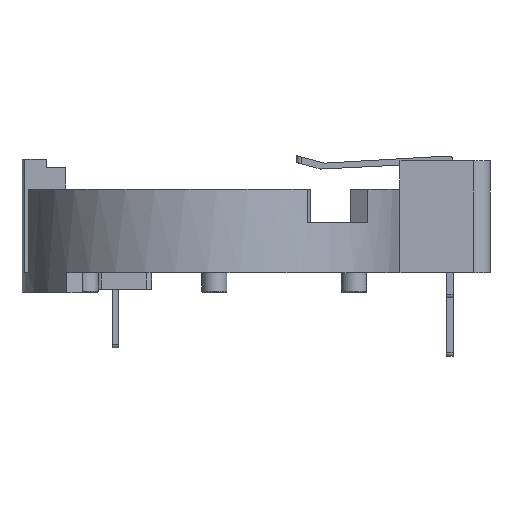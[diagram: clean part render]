
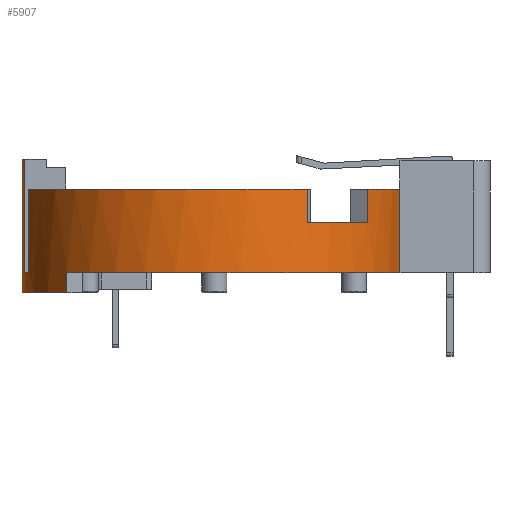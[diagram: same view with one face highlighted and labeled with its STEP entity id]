
A CAD part, front view. The second image highlights one B-rep face of the part: STEP entity #5907.
In plain terms, the highlighted cylindrical face has radius 11.5 mm (diameter 23 mm), a partial arc.
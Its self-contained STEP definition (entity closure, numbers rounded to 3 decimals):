
#153 = DIRECTION ( 'NONE',  ( 0., 0., 1. ) ) ;
#156 = VERTEX_POINT ( 'NONE', #2669 ) ;
#187 = ORIENTED_EDGE ( 'NONE', *, *, #2894, .F. ) ;
#199 = VERTEX_POINT ( 'NONE', #3800 ) ;
#290 = ORIENTED_EDGE ( 'NONE', *, *, #2062, .T. ) ;
#302 = CARTESIAN_POINT ( 'NONE',  ( -8.815, -7.385, 0. ) ) ;
#324 = CARTESIAN_POINT ( 'NONE',  ( -11.5, 0., 5. ) ) ;
#381 = CIRCLE ( 'NONE', #4193, 11.5 ) ;
#448 = DIRECTION ( 'NONE',  ( -1., 0., 0. ) ) ;
#543 = DIRECTION ( 'NONE',  ( 1., 0., 0. ) ) ;
#604 = CARTESIAN_POINT ( 'NONE',  ( -11.102, -3., 0. ) ) ;
#624 = AXIS2_PLACEMENT_3D ( 'NONE', #4762, #1541, #6929 ) ;
#626 = VERTEX_POINT ( 'NONE', #604 ) ;
#729 = ORIENTED_EDGE ( 'NONE', *, *, #4010, .F. ) ;
#745 = ORIENTED_EDGE ( 'NONE', *, *, #2601, .T. ) ;
#752 = VECTOR ( 'NONE', #6622, 1000. ) ;
#764 = ORIENTED_EDGE ( 'NONE', *, *, #2977, .F. ) ;
#1017 = VECTOR ( 'NONE', #2391, 1000. ) ;
#1099 = LINE ( 'NONE', #2713, #5103 ) ;
#1172 = VECTOR ( 'NONE', #3094, 1000. ) ;
#1206 = CARTESIAN_POINT ( 'NONE',  ( 11.115, -2.95, 6.7 ) ) ;
#1253 = DIRECTION ( 'NONE',  ( 0., 0., 1. ) ) ;
#1405 = DIRECTION ( 'NONE',  ( 0., 0., -1. ) ) ;
#1457 = VECTOR ( 'NONE', #1405, 1000. ) ;
#1501 = CARTESIAN_POINT ( 'NONE',  ( -11.5, 0., -1.2 ) ) ;
#1541 = DIRECTION ( 'NONE',  ( 0., 0., 1. ) ) ;
#1545 = ORIENTED_EDGE ( 'NONE', *, *, #1706, .F. ) ;
#1624 = CARTESIAN_POINT ( 'NONE',  ( 5.578, -10.057, 3. ) ) ;
#1667 = CIRCLE ( 'NONE', #624, 11.5 ) ;
#1706 = EDGE_CURVE ( 'NONE', #626, #199, #2357, .T. ) ;
#1720 = EDGE_CURVE ( 'NONE', #3563, #6711, #6709, .T. ) ;
#1975 = VECTOR ( 'NONE', #1253, 1000. ) ;
#2031 = VERTEX_POINT ( 'NONE', #2526 ) ;
#2043 = AXIS2_PLACEMENT_3D ( 'NONE', #4810, #4428, #448 ) ;
#2062 = EDGE_CURVE ( 'NONE', #6240, #5069, #2489, .T. ) ;
#2123 = LINE ( 'NONE', #2720, #752 ) ;
#2206 = EDGE_CURVE ( 'NONE', #4844, #3563, #3827, .T. ) ;
#2303 = CARTESIAN_POINT ( 'NONE',  ( 11.115, -2.95, 0. ) ) ;
#2357 = LINE ( 'NONE', #5573, #3202 ) ;
#2391 = DIRECTION ( 'NONE',  ( 0., 0., -1. ) ) ;
#2406 = LINE ( 'NONE', #4585, #1975 ) ;
#2413 = VERTEX_POINT ( 'NONE', #302 ) ;
#2455 = CARTESIAN_POINT ( 'NONE',  ( 0., 0., -1.2 ) ) ;
#2462 = ORIENTED_EDGE ( 'NONE', *, *, #5597, .F. ) ;
#2489 = LINE ( 'NONE', #6343, #1172 ) ;
#2495 = CARTESIAN_POINT ( 'NONE',  ( -11.5, 0., 6.8 ) ) ;
#2526 = CARTESIAN_POINT ( 'NONE',  ( 9.195, -6.907, 3. ) ) ;
#2601 = EDGE_CURVE ( 'NONE', #5599, #2413, #1099, .T. ) ;
#2659 = ORIENTED_EDGE ( 'NONE', *, *, #2206, .F. ) ;
#2669 = CARTESIAN_POINT ( 'NONE',  ( -11.325, -2., 6.8 ) ) ;
#2713 = CARTESIAN_POINT ( 'NONE',  ( -8.815, -7.385, -1.2 ) ) ;
#2720 = CARTESIAN_POINT ( 'NONE',  ( -11.325, -2., 6.8 ) ) ;
#2775 = DIRECTION ( 'NONE',  ( 1., 0., 0. ) ) ;
#2894 = EDGE_CURVE ( 'NONE', #5270, #3240, #5388, .T. ) ;
#2901 = EDGE_CURVE ( 'NONE', #626, #6576, #5805, .T. ) ;
#2929 = CIRCLE ( 'NONE', #6166, 11.5 ) ;
#2973 = ORIENTED_EDGE ( 'NONE', *, *, #5699, .F. ) ;
#2977 = EDGE_CURVE ( 'NONE', #2031, #4844, #2406, .T. ) ;
#3016 = VECTOR ( 'NONE', #6425, 1000. ) ;
#3094 = DIRECTION ( 'NONE',  ( 0., 0., 1. ) ) ;
#3149 = AXIS2_PLACEMENT_3D ( 'NONE', #3290, #5419, #543 ) ;
#3202 = VECTOR ( 'NONE', #5066, 1000. ) ;
#3240 = VERTEX_POINT ( 'NONE', #4972 ) ;
#3252 = CARTESIAN_POINT ( 'NONE',  ( -11.5, 0., -1.2 ) ) ;
#3290 = CARTESIAN_POINT ( 'NONE',  ( 0., 0., 3. ) ) ;
#3296 = CARTESIAN_POINT ( 'NONE',  ( 0., 0., 6.8 ) ) ;
#3386 = CARTESIAN_POINT ( 'NONE',  ( 0., 0., 5. ) ) ;
#3514 = ORIENTED_EDGE ( 'NONE', *, *, #2901, .T. ) ;
#3563 = VERTEX_POINT ( 'NONE', #5471 ) ;
#3637 = AXIS2_PLACEMENT_3D ( 'NONE', #3386, #153, #5071 ) ;
#3790 = CARTESIAN_POINT ( 'NONE',  ( 0., 0., 5. ) ) ;
#3798 = CARTESIAN_POINT ( 'NONE',  ( 0., 0., 0. ) ) ;
#3800 = CARTESIAN_POINT ( 'NONE',  ( -11.102, -3., 5. ) ) ;
#3806 = ORIENTED_EDGE ( 'NONE', *, *, #6119, .T. ) ;
#3827 = CIRCLE ( 'NONE', #4981, 11.5 ) ;
#3937 = CARTESIAN_POINT ( 'NONE',  ( 5.578, -10.057, 5. ) ) ;
#4004 = VERTEX_POINT ( 'NONE', #2495 ) ;
#4010 = EDGE_CURVE ( 'NONE', #5599, #5270, #381, .T. ) ;
#4193 = AXIS2_PLACEMENT_3D ( 'NONE', #2455, #5198, #6871 ) ;
#4290 = EDGE_CURVE ( 'NONE', #6240, #2031, #5574, .T. ) ;
#4321 = CYLINDRICAL_SURFACE ( 'NONE', #2043, 11.5 ) ;
#4382 = DIRECTION ( 'NONE',  ( 0., 0., 1. ) ) ;
#4428 = DIRECTION ( 'NONE',  ( 0., 0., -1. ) ) ;
#4531 = ORIENTED_EDGE ( 'NONE', *, *, #1720, .F. ) ;
#4585 = CARTESIAN_POINT ( 'NONE',  ( 9.195, -6.907, 3. ) ) ;
#4762 = CARTESIAN_POINT ( 'NONE',  ( 0., 0., 0. ) ) ;
#4810 = CARTESIAN_POINT ( 'NONE',  ( 0., 0., 5. ) ) ;
#4844 = VERTEX_POINT ( 'NONE', #5414 ) ;
#4926 = DIRECTION ( 'NONE',  ( 0., 0., 1. ) ) ;
#4972 = CARTESIAN_POINT ( 'NONE',  ( -11.5, 0., 0. ) ) ;
#4981 = AXIS2_PLACEMENT_3D ( 'NONE', #3790, #4382, #6566 ) ;
#5066 = DIRECTION ( 'NONE',  ( 0., 0., 1. ) ) ;
#5069 = VERTEX_POINT ( 'NONE', #3937 ) ;
#5071 = DIRECTION ( 'NONE',  ( 1., 0., 0. ) ) ;
#5103 = VECTOR ( 'NONE', #4926, 1000. ) ;
#5198 = DIRECTION ( 'NONE',  ( 0., 0., -1. ) ) ;
#5233 = EDGE_CURVE ( 'NONE', #2413, #6711, #1667, .T. ) ;
#5270 = VERTEX_POINT ( 'NONE', #1501 ) ;
#5292 = EDGE_LOOP ( 'NONE', ( #5668, #3806, #187, #729, #745, #5456, #4531, #2659, #764, #5836, #290, #2973, #1545, #3514, #2462 ) ) ;
#5388 = LINE ( 'NONE', #3252, #3016 ) ;
#5414 = CARTESIAN_POINT ( 'NONE',  ( 9.195, -6.907, 5. ) ) ;
#5419 = DIRECTION ( 'NONE',  ( 0., 0., 1. ) ) ;
#5436 = CARTESIAN_POINT ( 'NONE',  ( -8.815, -7.385, -1.2 ) ) ;
#5455 = DIRECTION ( 'NONE',  ( 0., 0., -1. ) ) ;
#5456 = ORIENTED_EDGE ( 'NONE', *, *, #5233, .T. ) ;
#5471 = CARTESIAN_POINT ( 'NONE',  ( 11.115, -2.95, 5. ) ) ;
#5573 = CARTESIAN_POINT ( 'NONE',  ( -11.102, -3., 0. ) ) ;
#5574 = CIRCLE ( 'NONE', #3149, 11.5 ) ;
#5597 = EDGE_CURVE ( 'NONE', #156, #6576, #2123, .T. ) ;
#5599 = VERTEX_POINT ( 'NONE', #5436 ) ;
#5668 = ORIENTED_EDGE ( 'NONE', *, *, #7062, .F. ) ;
#5699 = EDGE_CURVE ( 'NONE', #199, #5069, #6060, .T. ) ;
#5805 = CIRCLE ( 'NONE', #6352, 11.5 ) ;
#5836 = ORIENTED_EDGE ( 'NONE', *, *, #4290, .F. ) ;
#5907 = ADVANCED_FACE ( 'NONE', ( #6007 ), #4321, .T. ) ;
#6007 = FACE_OUTER_BOUND ( 'NONE', #5292, .T. ) ;
#6060 = CIRCLE ( 'NONE', #3637, 11.5 ) ;
#6070 = DIRECTION ( 'NONE',  ( 0., 0., 1. ) ) ;
#6119 = EDGE_CURVE ( 'NONE', #4004, #3240, #6837, .T. ) ;
#6166 = AXIS2_PLACEMENT_3D ( 'NONE', #3296, #6070, #2775 ) ;
#6240 = VERTEX_POINT ( 'NONE', #1624 ) ;
#6343 = CARTESIAN_POINT ( 'NONE',  ( 5.578, -10.057, 3. ) ) ;
#6352 = AXIS2_PLACEMENT_3D ( 'NONE', #3798, #5455, #7011 ) ;
#6425 = DIRECTION ( 'NONE',  ( 0., 0., 1. ) ) ;
#6476 = CARTESIAN_POINT ( 'NONE',  ( -11.325, -2., 0. ) ) ;
#6566 = DIRECTION ( 'NONE',  ( 1., 0., 0. ) ) ;
#6576 = VERTEX_POINT ( 'NONE', #6476 ) ;
#6622 = DIRECTION ( 'NONE',  ( 0., 0., -1. ) ) ;
#6709 = LINE ( 'NONE', #1206, #1017 ) ;
#6711 = VERTEX_POINT ( 'NONE', #2303 ) ;
#6837 = LINE ( 'NONE', #324, #1457 ) ;
#6871 = DIRECTION ( 'NONE',  ( -1., 0., 0. ) ) ;
#6929 = DIRECTION ( 'NONE',  ( 1., 0., 0. ) ) ;
#7011 = DIRECTION ( 'NONE',  ( -1., 0., 0. ) ) ;
#7062 = EDGE_CURVE ( 'NONE', #4004, #156, #2929, .T. ) ;
